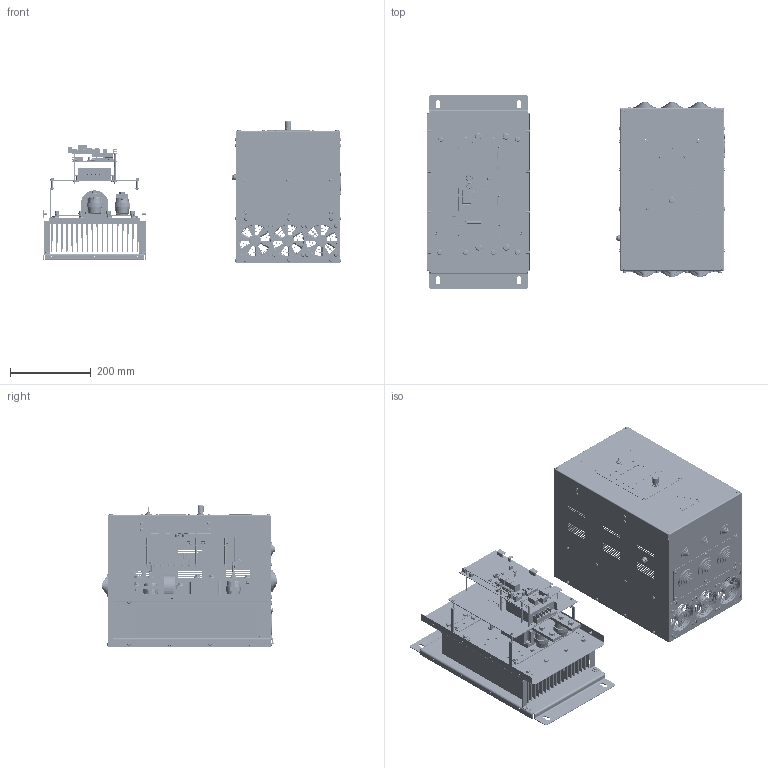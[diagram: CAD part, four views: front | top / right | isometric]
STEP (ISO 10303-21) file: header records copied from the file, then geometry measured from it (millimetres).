
FILE_DESCRIPTION(('STEP AP242'), '1');
FILE_NAME('Default file header', '2025-03-18T07:39:39', ('Default author'), ('Default organization'), 'C3D Converter', 'C3D Toolkit', 'Default authization');
FILE_SCHEMA(('AP242_MANAGED_MODEL_BASED_3D_ENGINEERING_MIM_LF { 1 0 10303 442 1 1 4 }'));
Length unit declared in the file: millimetre
Assembly tree (460 placements, depth 4):
  (unnamed)
    (unnamed)
      (unnamed)
      (unnamed)
    (unnamed)
      (unnamed)
      (unnamed)
    (unnamed)
      (unnamed)
    (unnamed)
      (unnamed)
      (unnamed)
    (unnamed)
      (unnamed)
        (unnamed)
        (unnamed)
        (unnamed)
        (unnamed)
        (unnamed)
        (unnamed)
        (unnamed)
        (unnamed)
        (unnamed)
        (unnamed)
        (unnamed)
        (unnamed)
        (unnamed)
        (unnamed)
        (unnamed)
        (unnamed)
        (unnamed)
        (unnamed)
      (unnamed)
        (unnamed)
      (unnamed)
      (unnamed)
      (unnamed)
      (unnamed)
      (unnamed)
      (unnamed)
      (unnamed)
      (unnamed)
      (unnamed)
      (unnamed)
      (unnamed)
      (unnamed)
      (unnamed)
      (unnamed)
      (unnamed)
      (unnamed)
      (unnamed)
      (unnamed)
      (unnamed)
      (unnamed)
      (unnamed)
      (unnamed)
      (unnamed)
      (unnamed)
    (unnamed)
      (unnamed)
Bounding box: 735.43 x 478 x 349.5 mm (x, y, z)
Volume: 4471731.6 mm3; surface area: 3194701.6 mm2
Topology: 463 solids, 463 shells, 6321 faces, 14909 edges, 9937 vertices
Faces by surface type: plane 3870, cylinder 1748, cone 479, torus 190, sphere 34
Full cylindrical faces by diameter (mm): 1 x26, 1.857 x2, 2 x47, 2.3 x1, 2.5 x58, 2.6 x18, 2.7 x1, 3 x115, 3.2 x16, 3.235 x1, 3.294 x1, 3.3 x28, 3.5 x16, 3.685 x1, 4 x127, 4.2 x2, 4.3 x4, 4.5 x52, 5 x22, 5.2 x16, 5.5 x55, 5.9 x17, 6 x88, 6.4 x27, 6.5 x41, 6.6 x8, 7 x19, 7.5 x7, 8 x77, 8.4 x16
Entity records: 262628 total; most frequent: CARTESIAN_POINT 71596, DIRECTION 29867, ORIENTED_EDGE 25364, EDGE_CURVE 12682, AXIS2_PLACEMENT_3D 11852, VERTEX_POINT 9598, EDGE_LOOP 9531, FACE_BOUND 6905
